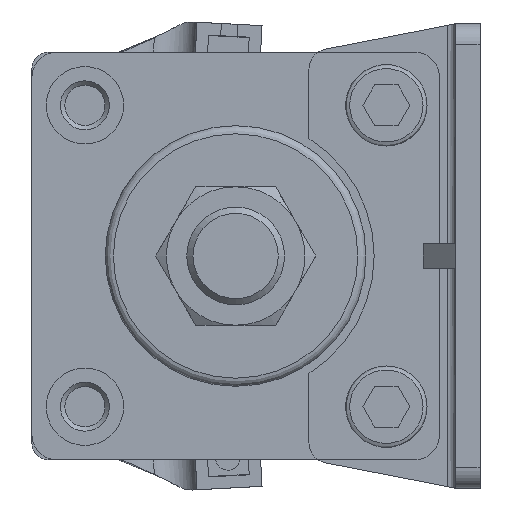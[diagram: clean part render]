
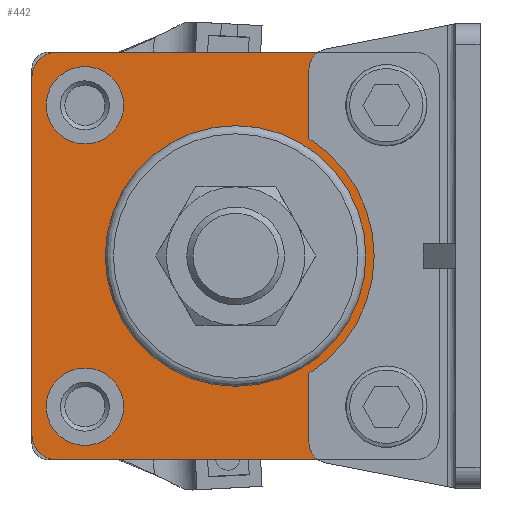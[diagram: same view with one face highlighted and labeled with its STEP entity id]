
A CAD part, left-side view. The second image highlights one B-rep face of the part: STEP entity #442.
In plain terms, the highlighted planar face has unit normal (-1, 0, 0).
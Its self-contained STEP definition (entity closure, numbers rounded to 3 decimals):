
#442 = ADVANCED_FACE( '', ( #971, #972, #973, #974, #975, #976 ), #977, .F. );
#971 = FACE_BOUND( '', #1755, .T. );
#972 = FACE_BOUND( '', #1756, .T. );
#973 = FACE_BOUND( '', #1757, .T. );
#974 = FACE_BOUND( '', #1758, .T. );
#975 = FACE_BOUND( '', #1759, .T. );
#976 = FACE_OUTER_BOUND( '', #1760, .T. );
#977 = PLANE( '', #1761 );
#1755 = EDGE_LOOP( '', ( #2607 ) );
#1756 = EDGE_LOOP( '', ( #2608 ) );
#1757 = EDGE_LOOP( '', ( #2609 ) );
#1758 = EDGE_LOOP( '', ( #2610 ) );
#1759 = EDGE_LOOP( '', ( #2611 ) );
#1760 = EDGE_LOOP( '', ( #2612, #2613, #2614, #2615, #2616, #2617, #2618, #2619 ) );
#1761 = AXIS2_PLACEMENT_3D( '', #2620, #2621, #2622 );
#2607 = ORIENTED_EDGE( '', *, *, #4216, .F. );
#2608 = ORIENTED_EDGE( '', *, *, #4217, .F. );
#2609 = ORIENTED_EDGE( '', *, *, #4218, .F. );
#2610 = ORIENTED_EDGE( '', *, *, #4219, .F. );
#2611 = ORIENTED_EDGE( '', *, *, #4220, .F. );
#2612 = ORIENTED_EDGE( '', *, *, #4221, .F. );
#2613 = ORIENTED_EDGE( '', *, *, #4222, .F. );
#2614 = ORIENTED_EDGE( '', *, *, #4223, .F. );
#2615 = ORIENTED_EDGE( '', *, *, #4224, .F. );
#2616 = ORIENTED_EDGE( '', *, *, #4225, .F. );
#2617 = ORIENTED_EDGE( '', *, *, #4226, .F. );
#2618 = ORIENTED_EDGE( '', *, *, #4227, .F. );
#2619 = ORIENTED_EDGE( '', *, *, #4228, .F. );
#2620 = CARTESIAN_POINT( '', ( 0., -22., 22. ) );
#2621 = DIRECTION( '', ( 1., 0., 0. ) );
#2622 = DIRECTION( '', ( 0., 0., -1. ) );
#4216 = EDGE_CURVE( '', #4900, #4900, #4901, .F. );
#4217 = EDGE_CURVE( '', #4902, #4902, #4903, .T. );
#4218 = EDGE_CURVE( '', #4904, #4904, #4905, .T. );
#4219 = EDGE_CURVE( '', #4906, #4906, #4907, .T. );
#4220 = EDGE_CURVE( '', #4908, #4908, #4909, .T. );
#4221 = EDGE_CURVE( '', #4910, #4911, #4912, .T. );
#4222 = EDGE_CURVE( '', #4913, #4910, #4914, .T. );
#4223 = EDGE_CURVE( '', #4915, #4913, #4916, .T. );
#4224 = EDGE_CURVE( '', #4917, #4915, #4918, .T. );
#4225 = EDGE_CURVE( '', #4919, #4917, #4920, .T. );
#4226 = EDGE_CURVE( '', #4921, #4919, #4922, .T. );
#4227 = EDGE_CURVE( '', #4923, #4921, #4924, .T. );
#4228 = EDGE_CURVE( '', #4911, #4923, #4925, .T. );
#4900 = VERTEX_POINT( '', #5897 );
#4901 = CIRCLE( '', #5898, 16. );
#4902 = VERTEX_POINT( '', #5899 );
#4903 = CIRCLE( '', #5900, 4.75 );
#4904 = VERTEX_POINT( '', #5901 );
#4905 = CIRCLE( '', #5902, 4.75 );
#4906 = VERTEX_POINT( '', #5903 );
#4907 = CIRCLE( '', #5904, 4.75 );
#4908 = VERTEX_POINT( '', #5905 );
#4909 = CIRCLE( '', #5906, 4.75 );
#4910 = VERTEX_POINT( '', #5907 );
#4911 = VERTEX_POINT( '', #5908 );
#4912 = LINE( '', #5909, #5910 );
#4913 = VERTEX_POINT( '', #5911 );
#4914 = CIRCLE( '', #5912, 3. );
#4915 = VERTEX_POINT( '', #5913 );
#4916 = LINE( '', #5914, #5915 );
#4917 = VERTEX_POINT( '', #5916 );
#4918 = CIRCLE( '', #5917, 3. );
#4919 = VERTEX_POINT( '', #5918 );
#4920 = LINE( '', #5919, #5920 );
#4921 = VERTEX_POINT( '', #5921 );
#4922 = CIRCLE( '', #5922, 3. );
#4923 = VERTEX_POINT( '', #5923 );
#4924 = LINE( '', #5924, #5925 );
#4925 = CIRCLE( '', #5926, 3. );
#5897 = CARTESIAN_POINT( '', ( 0., 0., -16. ) );
#5898 = AXIS2_PLACEMENT_3D( '', #7221, #7222, #7223 );
#5899 = CARTESIAN_POINT( '', ( 0., -18.5, -13.75 ) );
#5900 = AXIS2_PLACEMENT_3D( '', #7224, #7225, #7226 );
#5901 = CARTESIAN_POINT( '', ( 0., 18.5, 23.25 ) );
#5902 = AXIS2_PLACEMENT_3D( '', #7227, #7228, #7229 );
#5903 = CARTESIAN_POINT( '', ( 0., 18.5, -13.75 ) );
#5904 = AXIS2_PLACEMENT_3D( '', #7230, #7231, #7232 );
#5905 = CARTESIAN_POINT( '', ( 0., -18.5, 23.25 ) );
#5906 = AXIS2_PLACEMENT_3D( '', #7233, #7234, #7235 );
#5907 = CARTESIAN_POINT( '', ( 0., 22., 25. ) );
#5908 = CARTESIAN_POINT( '', ( 0., -22., 25. ) );
#5909 = CARTESIAN_POINT( '', ( 0., 22., 25. ) );
#5910 = VECTOR( '', #7236, 1000. );
#5911 = CARTESIAN_POINT( '', ( 0., 25., 22. ) );
#5912 = AXIS2_PLACEMENT_3D( '', #7237, #7238, #7239 );
#5913 = CARTESIAN_POINT( '', ( 0., 25., -22. ) );
#5914 = CARTESIAN_POINT( '', ( 0., 25., -22. ) );
#5915 = VECTOR( '', #7240, 1000. );
#5916 = CARTESIAN_POINT( '', ( 0., 22., -25. ) );
#5917 = AXIS2_PLACEMENT_3D( '', #7241, #7242, #7243 );
#5918 = CARTESIAN_POINT( '', ( 0., -22., -25. ) );
#5919 = CARTESIAN_POINT( '', ( 0., -22., -25. ) );
#5920 = VECTOR( '', #7244, 1000. );
#5921 = CARTESIAN_POINT( '', ( 0., -25., -22. ) );
#5922 = AXIS2_PLACEMENT_3D( '', #7245, #7246, #7247 );
#5923 = CARTESIAN_POINT( '', ( 0., -25., 22. ) );
#5924 = CARTESIAN_POINT( '', ( 0., -25., 22. ) );
#5925 = VECTOR( '', #7248, 1000. );
#5926 = AXIS2_PLACEMENT_3D( '', #7249, #7250, #7251 );
#7221 = CARTESIAN_POINT( '', ( 0., 0., 0. ) );
#7222 = DIRECTION( '', ( 1., 0., 0. ) );
#7223 = DIRECTION( '', ( 0., 0., -1. ) );
#7224 = CARTESIAN_POINT( '', ( 0., -18.5, -18.5 ) );
#7225 = DIRECTION( '', ( -1., 0., 0. ) );
#7226 = DIRECTION( '', ( 0., 0., 1. ) );
#7227 = CARTESIAN_POINT( '', ( 0., 18.5, 18.5 ) );
#7228 = DIRECTION( '', ( -1., 0., 0. ) );
#7229 = DIRECTION( '', ( 0., 0., 1. ) );
#7230 = CARTESIAN_POINT( '', ( 0., 18.5, -18.5 ) );
#7231 = DIRECTION( '', ( -1., 0., 0. ) );
#7232 = DIRECTION( '', ( 0., 0., 1. ) );
#7233 = CARTESIAN_POINT( '', ( 0., -18.5, 18.5 ) );
#7234 = DIRECTION( '', ( -1., 0., 0. ) );
#7235 = DIRECTION( '', ( 0., 0., 1. ) );
#7236 = DIRECTION( '', ( 0., -1., 0. ) );
#7237 = CARTESIAN_POINT( '', ( 0., 22., 22. ) );
#7238 = DIRECTION( '', ( 1., 0., 0. ) );
#7239 = DIRECTION( '', ( 0., 0., -1. ) );
#7240 = DIRECTION( '', ( 0., 0., 1. ) );
#7241 = CARTESIAN_POINT( '', ( 0., 22., -22. ) );
#7242 = DIRECTION( '', ( 1., 0., 0. ) );
#7243 = DIRECTION( '', ( 0., 0., -1. ) );
#7244 = DIRECTION( '', ( 0., 1., 0. ) );
#7245 = CARTESIAN_POINT( '', ( 0., -22., -22. ) );
#7246 = DIRECTION( '', ( 1., 0., 0. ) );
#7247 = DIRECTION( '', ( 0., 0., -1. ) );
#7248 = DIRECTION( '', ( 0., 0., -1. ) );
#7249 = CARTESIAN_POINT( '', ( 0., -22., 22. ) );
#7250 = DIRECTION( '', ( 1., 0., 0. ) );
#7251 = DIRECTION( '', ( 0., 0., -1. ) );
